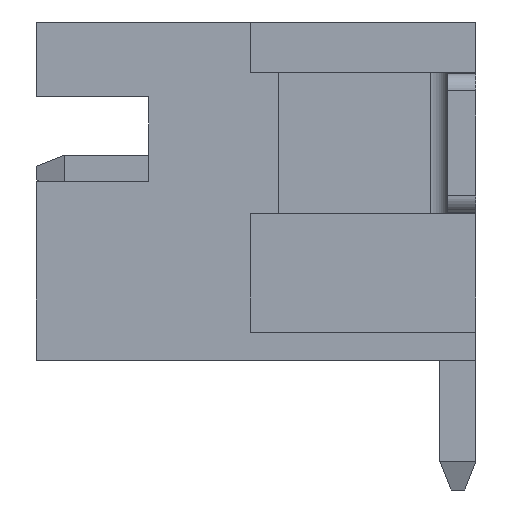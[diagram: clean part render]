
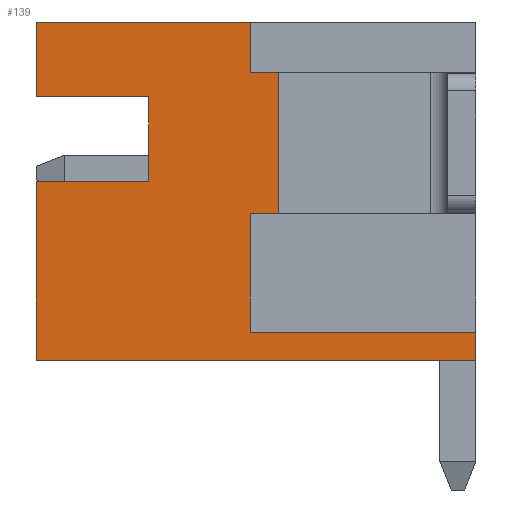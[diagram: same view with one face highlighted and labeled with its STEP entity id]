
A CAD part, left-side view. The second image highlights one B-rep face of the part: STEP entity #139.
In plain terms, the highlighted planar face has unit normal (-1, 0, 0).
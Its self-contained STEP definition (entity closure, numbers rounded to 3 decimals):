
#139=ADVANCED_FACE('',(#539),#540,.F.);
#539=FACE_OUTER_BOUND('',#1167,.T.);
#540=PLANE('',#1168);
#1167=EDGE_LOOP('',(#2398,#2399,#2400,#2401,#2402,#2403,#2404,#2405,#2406,#2407,#2408,#2409,#2410,#2411));
#1168=AXIS2_PLACEMENT_3D('',#2412,#2413,#2414);
#2398=ORIENTED_EDGE('',*,*,#4529,.T.);
#2399=ORIENTED_EDGE('',*,*,#4394,.F.);
#2400=ORIENTED_EDGE('',*,*,#4530,.F.);
#2401=ORIENTED_EDGE('',*,*,#4531,.F.);
#2402=ORIENTED_EDGE('',*,*,#4532,.T.);
#2403=ORIENTED_EDGE('',*,*,#4499,.F.);
#2404=ORIENTED_EDGE('',*,*,#4528,.T.);
#2405=ORIENTED_EDGE('',*,*,#4533,.F.);
#2406=ORIENTED_EDGE('',*,*,#4534,.F.);
#2407=ORIENTED_EDGE('',*,*,#4522,.F.);
#2408=ORIENTED_EDGE('',*,*,#4535,.F.);
#2409=ORIENTED_EDGE('',*,*,#4400,.T.);
#2410=ORIENTED_EDGE('',*,*,#4536,.T.);
#2411=ORIENTED_EDGE('',*,*,#4537,.F.);
#2412=CARTESIAN_POINT('',(-13.725,0.0,-3.0));
#2413=DIRECTION('',(1.0,0.0,0.0));
#2414=DIRECTION('',(0.0,1.0,0.0));
#4394=EDGE_CURVE('',#5397,#5399,#5400,.T.);
#4400=EDGE_CURVE('',#5411,#5409,#5412,.T.);
#4499=EDGE_CURVE('',#5569,#5570,#5571,.T.);
#4522=EDGE_CURVE('',#5613,#5615,#5616,.T.);
#4528=EDGE_CURVE('',#5569,#5624,#5626,.T.);
#4529=EDGE_CURVE('',#5627,#5399,#5628,.T.);
#4530=EDGE_CURVE('',#5629,#5397,#5630,.T.);
#4531=EDGE_CURVE('',#5631,#5629,#5632,.T.);
#4532=EDGE_CURVE('',#5631,#5570,#5633,.T.);
#4533=EDGE_CURVE('',#5634,#5624,#5635,.T.);
#4534=EDGE_CURVE('',#5615,#5634,#5636,.T.);
#4535=EDGE_CURVE('',#5411,#5613,#5637,.T.);
#4536=EDGE_CURVE('',#5409,#5638,#5639,.T.);
#4537=EDGE_CURVE('',#5627,#5638,#5640,.T.);
#5397=VERTEX_POINT('',#6943);
#5399=VERTEX_POINT('',#6946);
#5400=LINE('',#6947,#6948);
#5409=VERTEX_POINT('',#6961);
#5411=VERTEX_POINT('',#6964);
#5412=LINE('',#6965,#6966);
#5569=VERTEX_POINT('',#7219);
#5570=VERTEX_POINT('',#7220);
#5571=LINE('',#7221,#7222);
#5613=VERTEX_POINT('',#7285);
#5615=VERTEX_POINT('',#7288);
#5616=LINE('',#7289,#7290);
#5624=VERTEX_POINT('',#7302);
#5626=LINE('',#7305,#7306);
#5627=VERTEX_POINT('',#7307);
#5628=LINE('',#7308,#7309);
#5629=VERTEX_POINT('',#7310);
#5630=LINE('',#7311,#7312);
#5631=VERTEX_POINT('',#7313);
#5632=LINE('',#7314,#7315);
#5633=LINE('',#7316,#7317);
#5634=VERTEX_POINT('',#7318);
#5635=LINE('',#7319,#7320);
#5636=LINE('',#7321,#7322);
#5637=LINE('',#7323,#7324);
#5638=VERTEX_POINT('',#7325);
#5639=LINE('',#7326,#7327);
#5640=LINE('',#7328,#7329);
#6943=CARTESIAN_POINT('',(-13.725,0.0,2.6));
#6946=CARTESIAN_POINT('',(-13.725,0.0,-0.9));
#6947=CARTESIAN_POINT('',(-13.725,0.0,2.6));
#6948=VECTOR('',#8594,3.5);
#6961=CARTESIAN_POINT('',(-13.725,0.0,-2.5));
#6964=CARTESIAN_POINT('',(-13.725,0.0,-3.0));
#6965=CARTESIAN_POINT('',(-13.725,0.0,-3.0));
#6966=VECTOR('',#8600,0.5);
#7219=CARTESIAN_POINT('',(-13.725,7.8,1.673));
#7220=CARTESIAN_POINT('',(-13.725,7.8,3.0));
#7221=CARTESIAN_POINT('',(-13.725,7.8,1.673));
#7222=VECTOR('',#8703,1.327);
#7285=CARTESIAN_POINT('',(-13.725,7.8,-3.0));
#7288=CARTESIAN_POINT('',(-13.725,7.8,0.173));
#7289=CARTESIAN_POINT('',(-13.725,7.8,-3.0));
#7290=VECTOR('',#8726,3.173);
#7302=CARTESIAN_POINT('',(-13.725,5.8,1.673));
#7305=CARTESIAN_POINT('',(-13.725,7.8,1.673));
#7306=VECTOR('',#8732,2.0);
#7307=CARTESIAN_POINT('',(-13.725,4.0,-0.9));
#7308=CARTESIAN_POINT('',(-13.725,4.0,-0.9));
#7309=VECTOR('',#8733,4.0);
#7310=CARTESIAN_POINT('',(-13.725,4.0,2.6));
#7311=CARTESIAN_POINT('',(-13.725,4.0,2.6));
#7312=VECTOR('',#8734,4.0);
#7313=CARTESIAN_POINT('',(-13.725,4.0,3.0));
#7314=CARTESIAN_POINT('',(-13.725,4.0,3.0));
#7315=VECTOR('',#8735,0.4);
#7316=CARTESIAN_POINT('',(-13.725,4.0,3.0));
#7317=VECTOR('',#8736,3.8);
#7318=CARTESIAN_POINT('',(-13.725,5.8,0.173));
#7319=CARTESIAN_POINT('',(-13.725,5.8,0.173));
#7320=VECTOR('',#8737,1.5);
#7321=CARTESIAN_POINT('',(-13.725,7.8,0.173));
#7322=VECTOR('',#8738,2.0);
#7323=CARTESIAN_POINT('',(-13.725,0.0,-3.0));
#7324=VECTOR('',#8739,7.8);
#7325=CARTESIAN_POINT('',(-13.725,4.0,-2.5));
#7326=CARTESIAN_POINT('',(-13.725,0.0,-2.5));
#7327=VECTOR('',#8740,4.0);
#7328=CARTESIAN_POINT('',(-13.725,4.0,-0.9));
#7329=VECTOR('',#8741,1.6);
#8594=DIRECTION('',(0.0,0.0,-1.0));
#8600=DIRECTION('',(0.0,0.0,1.0));
#8703=DIRECTION('',(0.0,0.0,1.0));
#8726=DIRECTION('',(0.0,0.0,1.0));
#8732=DIRECTION('',(0.0,-1.0,0.0));
#8733=DIRECTION('',(0.0,-1.0,0.0));
#8734=DIRECTION('',(0.0,-1.0,0.0));
#8735=DIRECTION('',(0.0,0.0,-1.0));
#8736=DIRECTION('',(0.0,1.0,0.0));
#8737=DIRECTION('',(0.0,0.0,1.0));
#8738=DIRECTION('',(0.0,-1.0,0.0));
#8739=DIRECTION('',(0.0,1.0,0.0));
#8740=DIRECTION('',(0.0,1.0,0.0));
#8741=DIRECTION('',(0.0,0.0,-1.0));
